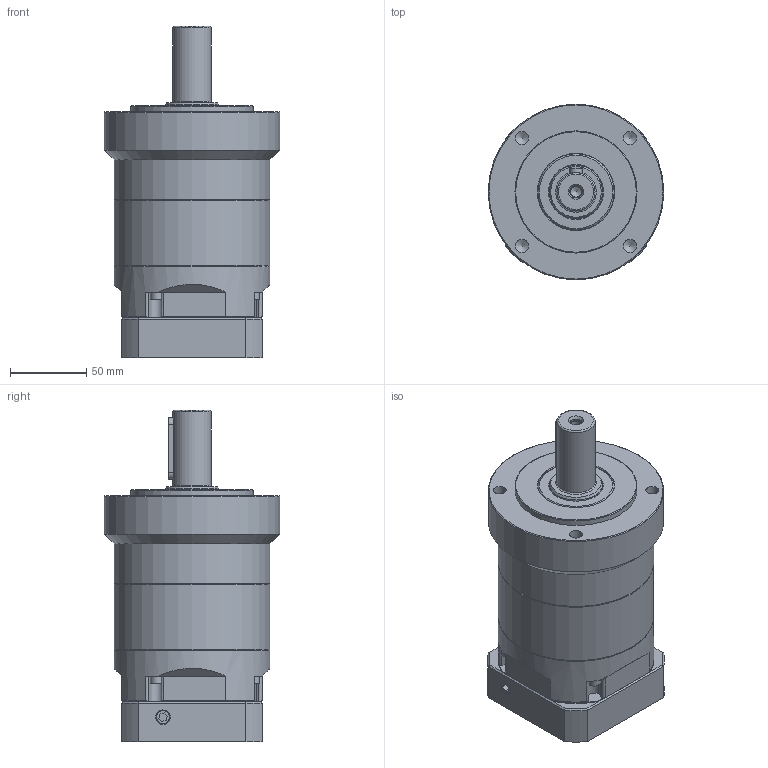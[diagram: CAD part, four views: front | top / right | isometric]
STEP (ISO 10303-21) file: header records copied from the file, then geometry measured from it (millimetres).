
FILE_DESCRIPTION((''),'2;1');
FILE_NAME('KSN115-2 (S19).stp','2013-12-09T16:43:36',('young'),(''),'Autodesk Inventor 2012','Autodesk Inventor 2012','');
FILE_SCHEMA(('AUTOMOTIVE_DESIGN { 1 0 10303 214 1 1 1 1 }'));
Length unit declared in the file: millimetre
Products named in the file (1): KSN115-2 (S19)
Bounding box: 115 x 115 x 217 mm (x, y, z)
Volume: 573563.3 mm3; surface area: 193087.4 mm2
Topology: 21 solids, 21 shells, 549 faces, 1271 edges, 802 vertices
Faces by surface type: plane 287, cylinder 136, cone 110, torus 16
Full cylindrical faces by diameter (mm): 5 x12, 5.5 x4, 6 x5, 6.5 x1, 6.8 x4, 7 x1, 8 x1, 8.433 x2, 8.5 x9, 9.5 x2, 10 x5, 11 x4, 15 x1, 19.2 x1, 25 x1, 28.4 x1, 29.8 x1, 30 x1, 34.8 x1, 35 x1, 36 x1, 39 x1, 41 x1, 42 x1, 45 x3, 47 x1, 50 x3, 68 x1, 70.03 x1, 73 x1
Entity records: 14583 total; most frequent: CARTESIAN_POINT 2783, DIRECTION 2545, ORIENTED_EDGE 2066, EDGE_CURVE 1033, AXIS2_PLACEMENT_3D 1027, EDGE_LOOP 803, VERTEX_POINT 742, FACE_OUTER_BOUND 549
